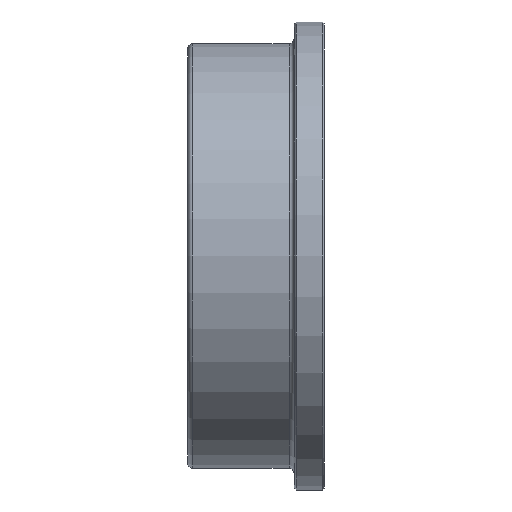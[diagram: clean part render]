
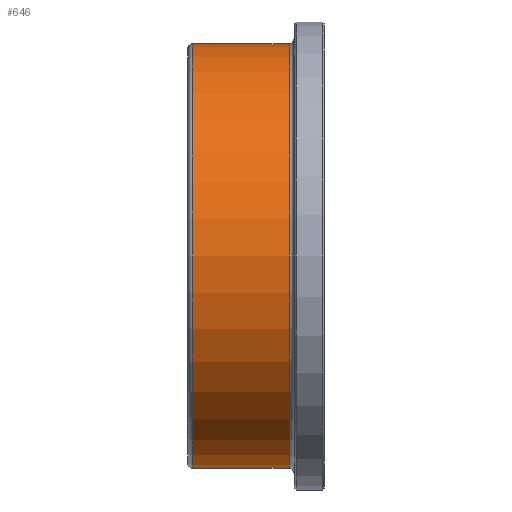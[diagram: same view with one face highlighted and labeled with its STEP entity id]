
A CAD part, front view. The second image highlights one B-rep face of the part: STEP entity #646.
In plain terms, the highlighted cylindrical face has radius 11.113 mm (diameter 22.225 mm), a full revolution.
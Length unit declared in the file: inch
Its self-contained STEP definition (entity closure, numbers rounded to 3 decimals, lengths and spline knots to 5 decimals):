
#86=CYLINDRICAL_SURFACE($,#709,0.4375);
#100=FACE_BOUND($,#210,.T.);
#157=FACE_OUTER_BOUND($,#209,.T.);
#209=EDGE_LOOP($,(#497));
#210=EDGE_LOOP($,(#498));
#316=CIRCLE($,#708,0.4375);
#317=CIRCLE($,#710,0.4375);
#352=VERTEX_POINT($,#982);
#353=VERTEX_POINT($,#985);
#424=EDGE_CURVE($,#352,#352,#316,.T.);
#425=EDGE_CURVE($,#353,#353,#317,.T.);
#497=ORIENTED_EDGE($,*,*,#425,.F.);
#498=ORIENTED_EDGE($,*,*,#424,.F.);
#646=ADVANCED_FACE($,(#157,#100),#86,.T.);
#708=AXIS2_PLACEMENT_3D($,#983,#802,#803);
#709=AXIS2_PLACEMENT_3D($,#984,#804,#805);
#710=AXIS2_PLACEMENT_3D($,#986,#806,#807);
#802=DIRECTION('center_axis',(-1.,0.,0.));
#803=DIRECTION('ref_axis',(0.,0.,-1.));
#804=DIRECTION('center_axis',(1.,0.,0.));
#805=DIRECTION('ref_axis',(0.,-1.,0.));
#806=DIRECTION('center_axis',(1.,0.,0.));
#807=DIRECTION('ref_axis',(0.,1.,0.));
#982=CARTESIAN_POINT('',(-0.1305,0.,0.4375));
#983=CARTESIAN_POINT('Origin',(-0.1305,0.,0.));
#984=CARTESIAN_POINT('Origin',(-0.15455,0.,0.));
#985=CARTESIAN_POINT('',(0.06817,0.4375,0.));
#986=CARTESIAN_POINT('Origin',(0.06817,0.,0.));
